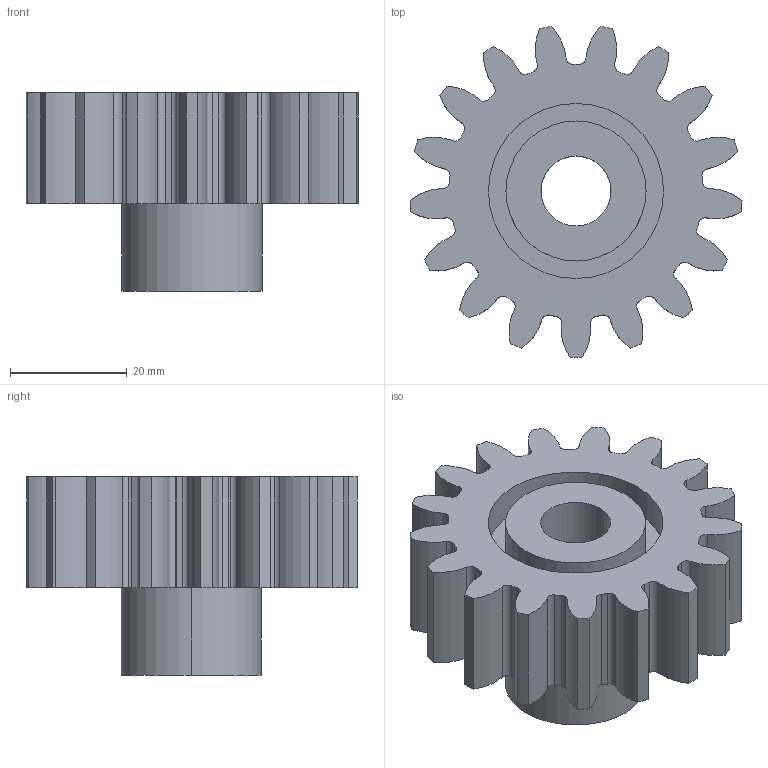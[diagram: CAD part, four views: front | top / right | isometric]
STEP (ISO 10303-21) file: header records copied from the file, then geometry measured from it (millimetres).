
FILE_DESCRIPTION (( 'STEP AP214' ), '1' );
FILE_NAME ('119-030-017.step', '2010-07-19T16:07:08', ( 'WMH Herion Antriebstechnik GmbH' ), ( 'WMH Herion Antriebstechnik GmbH' ), 'SwSTEP 2.0', 'SolidWorks 2010', '' );
FILE_SCHEMA (( 'AUTOMOTIVE_DESIGN' ));
Length unit declared in the file: millimetre
Products named in the file (1): 119-030-017
Bounding box: 56.91 x 56.68 x 34 mm (x, y, z)
Volume: 38082.4 mm3; surface area: 14090.7 mm2
Topology: 1 solids, 1 shells, 130 faces, 372 edges, 248 vertices
Faces by surface type: cylinder 124, plane 6
Entity records: 4442 total; most frequent: DIRECTION 882, CARTESIAN_POINT 751, ORIENTED_EDGE 744, AXIS2_PLACEMENT_3D 379, EDGE_CURVE 372, VERTEX_POINT 248, CIRCLE 248, EDGE_LOOP 136
